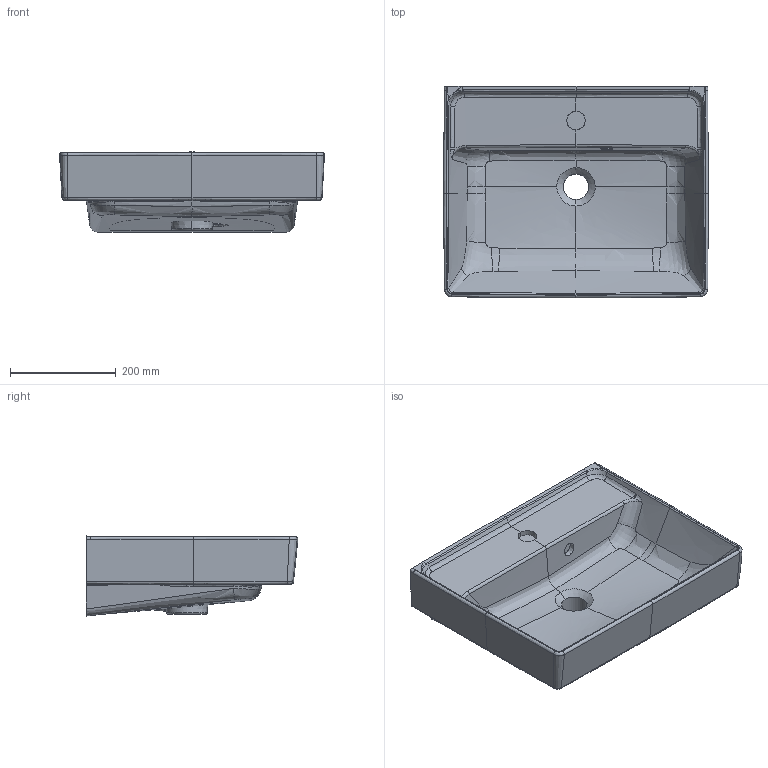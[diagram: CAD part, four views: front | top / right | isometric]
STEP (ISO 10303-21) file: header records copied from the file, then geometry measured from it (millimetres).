
FILE_DESCRIPTION(/* description */ (''),/* implementation_level */ '2;1');
FILE_NAME(/* name */ '433450_Collaro_HWB_50.stp',/* time_stamp */ '2018-11-22T10:41:37+01:00',/* author */ (''),/* organization */ (''),/* preprocessor_version */ 'ST-DEVELOPER v16',/* originating_system */ 'SIEMENS PLM Software NX 10.0',/* authorisation */ '');
FILE_SCHEMA (('AUTOMOTIVE_DESIGN { 1 0 10303 214 3 1 1 1 }'));
Length unit declared in the file: millimetre
Products named in the file (1): Sier23D0F3E7l4mi
Bounding box: 499.85 x 399.68 x 151 mm (x, y, z)
Volume: 12272212.9 mm3; surface area: 677066.2 mm2
Topology: 1 solids, 1 shells, 239 faces, 584 edges, 347 vertices
Faces by surface type: bspline 218, plane 12, cone 5, extrusion 3, cylinder 1
Full cylindrical faces by diameter (mm): 47.6 x1
Entity records: 22879 total; most frequent: CARTESIAN_POINT 19192, ORIENTED_EDGE 1158, EDGE_CURVE 579, B_SPLINE_CURVE_WITH_KNOTS 406, VERTEX_POINT 346, EDGE_LOOP 245, ADVANCED_FACE 239, FACE_OUTER_BOUND 233
